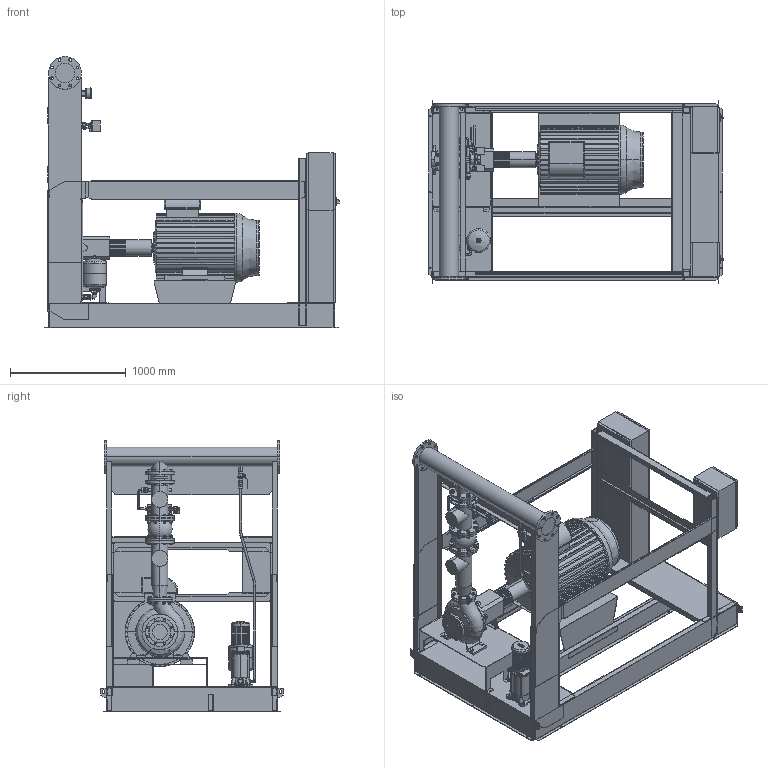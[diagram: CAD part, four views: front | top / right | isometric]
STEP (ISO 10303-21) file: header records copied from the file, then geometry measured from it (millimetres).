
FILE_DESCRIPTION((''),'2;1');
FILE_NAME('3d_Sifire-EN-100_250-247-75_1.1EJ-4183773.stp','2015-05-25T14:58:48',(''),(''),'Mechanical Desktop 2009','Mechanical Desktop 2009',', , ');
FILE_SCHEMA(('CONFIG_CONTROL_DESIGN'));
Length unit declared in the file: millimetre
Products named in the file (1): Product
Bounding box: 2544.5 x 1582 x 2345.5 mm (x, y, z)
Volume: 578986311.7 mm3; surface area: 36352892.5 mm2
Topology: 185 solids, 185 shells, 4368 faces, 10581 edges, 6672 vertices
Faces by surface type: plane 1621, bspline 1243, cylinder 908, cone 464, torus 102, sphere 30
Full cylindrical faces by diameter (mm): 309 x1
Entity records: 139563 total; most frequent: CARTESIAN_POINT 43175, ORIENTED_EDGE 21110, DIRECTION 18459, EDGE_CURVE 10555, VERTEX_POINT 6671, AXIS2_PLACEMENT_3D 6473, VECTOR 5513, LINE 5513
